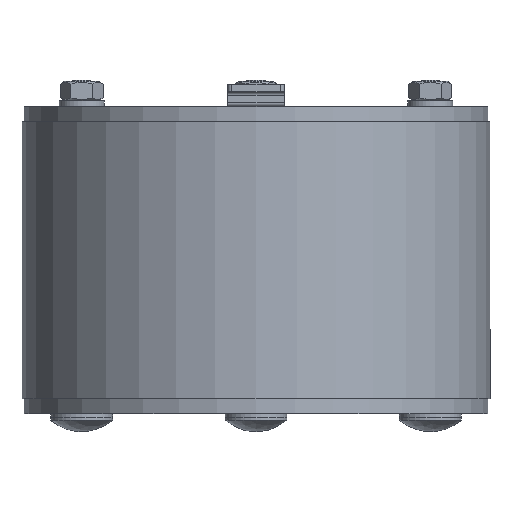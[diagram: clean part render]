
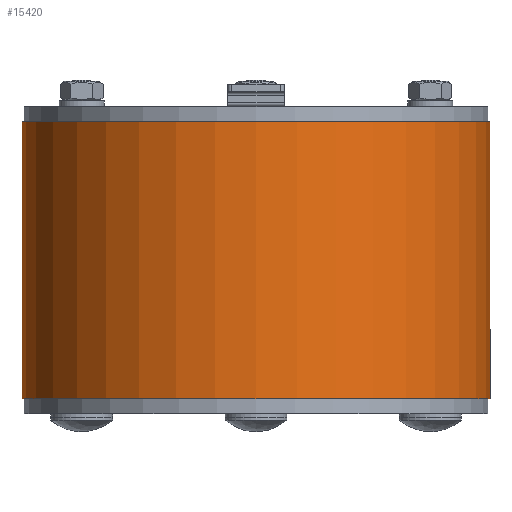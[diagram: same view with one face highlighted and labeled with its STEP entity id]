
A CAD part, front view. The second image highlights one B-rep face of the part: STEP entity #15420.
In plain terms, the highlighted cylindrical face has radius 62.5 mm (diameter 125 mm), a partial arc.
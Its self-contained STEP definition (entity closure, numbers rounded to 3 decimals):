
#632=CIRCLE('',#15709,62.5);
#687=CIRCLE('',#16275,62.5);
#794=CYLINDRICAL_SURFACE('',#16274,62.5);
#989=LINE('',#20493,#2673);
#993=LINE('',#20502,#2677);
#2673=VECTOR('',#16993,74.);
#2677=VECTOR('',#16999,74.);
#5543=FACE_OUTER_BOUND('',#6437,.T.);
#6437=EDGE_LOOP('',(#14382,#14383,#14384,#14385));
#6962=VERTEX_POINT('',#20490);
#6963=VERTEX_POINT('',#20492);
#6966=VERTEX_POINT('',#20499);
#6967=VERTEX_POINT('',#20501);
#8483=EDGE_CURVE('',#6963,#6962,#989,.T.);
#8487=EDGE_CURVE('',#6966,#6967,#993,.T.);
#8491=EDGE_CURVE('',#6967,#6962,#632,.T.);
#10250=EDGE_CURVE('',#6963,#6966,#687,.T.);
#14382=ORIENTED_EDGE('',*,*,#8487,.F.);
#14383=ORIENTED_EDGE('',*,*,#10250,.F.);
#14384=ORIENTED_EDGE('',*,*,#8483,.T.);
#14385=ORIENTED_EDGE('',*,*,#8491,.F.);
#15420=ADVANCED_FACE('',(#5543),#794,.T.);
#15709=AXIS2_PLACEMENT_3D('',#20508,#17009,#17010);
#16274=AXIS2_PLACEMENT_3D('',#25785,#19581,#19582);
#16275=AXIS2_PLACEMENT_3D('',#25786,#19583,#19584);
#16993=DIRECTION('',(0.,0.,1.));
#16999=DIRECTION('',(0.,0.,1.));
#17009=DIRECTION('center_axis',(0.,0.,1.));
#17010=DIRECTION('ref_axis',(-1.,0.008,0.));
#19581=DIRECTION('center_axis',(0.,0.,1.));
#19582=DIRECTION('ref_axis',(-1.,0.008,0.));
#19583=DIRECTION('center_axis',(0.,0.,-1.));
#19584=DIRECTION('ref_axis',(-1.,0.008,0.));
#20490=CARTESIAN_POINT('',(-62.5,0.,74.));
#20492=CARTESIAN_POINT('',(-62.5,0.,0.));
#20493=CARTESIAN_POINT('',(-62.5,0.,0.));
#20499=CARTESIAN_POINT('',(62.5,0.,0.));
#20501=CARTESIAN_POINT('',(62.5,0.,74.));
#20502=CARTESIAN_POINT('',(62.5,0.,0.));
#20508=CARTESIAN_POINT('Origin',(0.,0.,74.));
#25785=CARTESIAN_POINT('Origin',(0.,0.,0.));
#25786=CARTESIAN_POINT('Origin',(0.,0.,0.));
